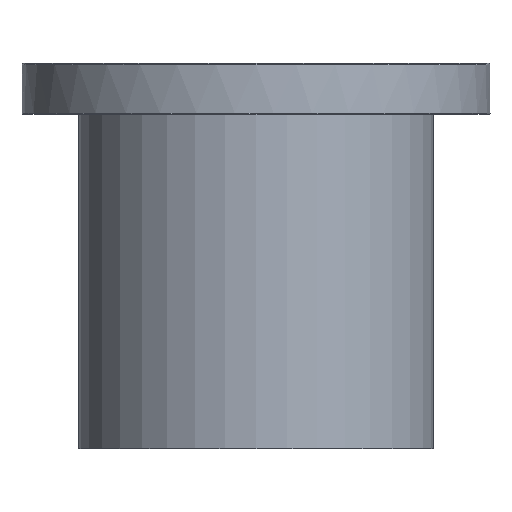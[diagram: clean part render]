
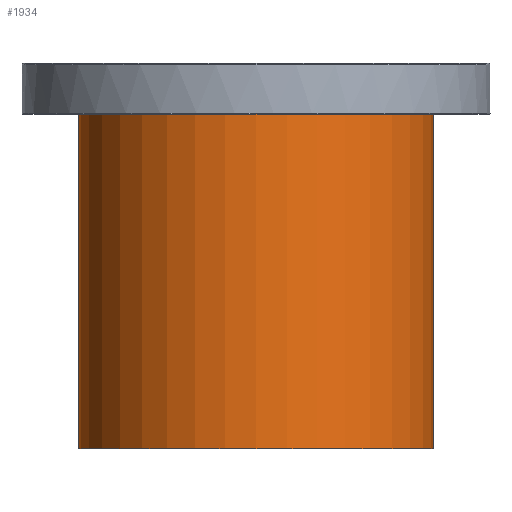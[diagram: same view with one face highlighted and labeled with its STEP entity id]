
A CAD part, front view. The second image highlights one B-rep face of the part: STEP entity #1934.
In plain terms, the highlighted cylindrical face has radius 77 mm (diameter 154 mm), a full revolution.
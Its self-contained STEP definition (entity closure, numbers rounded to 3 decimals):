
#1872=CARTESIAN_POINT('',(77.,0.,342.5));
#1873=VERTEX_POINT('',#1872);
#1874=CARTESIAN_POINT('',(0.0,0.0,342.5));
#1875=DIRECTION('',(0.0,0.0,1.0));
#1876=DIRECTION('',(-1.0,0.0,0.0));
#1877=AXIS2_PLACEMENT_3D('',#1874,#1875,#1876);
#1878=CIRCLE('',#1877,77.);
#1879=EDGE_CURVE('',#1873,#1873,#1878,.T.);
#1915=CARTESIAN_POINT('',(0.0,0.0,0.0));
#1916=DIRECTION('',(0.0,0.0,1.0));
#1917=DIRECTION('',(-1.0,0.0,0.0));
#1918=AXIS2_PLACEMENT_3D('',#1915,#1916,#1917);
#1919=CYLINDRICAL_SURFACE('',#1918,77.);
#1920=ORIENTED_EDGE('',*,*,#1879,.T.);
#1921=EDGE_LOOP('',(#1920));
#1922=FACE_OUTER_BOUND('',#1921,.T.);
#1923=CARTESIAN_POINT('',(77.,0.,500.0));
#1924=VERTEX_POINT('',#1923);
#1925=CARTESIAN_POINT('',(0.0,0.0,500.0));
#1926=DIRECTION('',(0.0,0.0,-1.0));
#1927=DIRECTION('',(-1.0,0.0,0.0));
#1928=AXIS2_PLACEMENT_3D('',#1925,#1926,#1927);
#1929=CIRCLE('',#1928,77.);
#1930=EDGE_CURVE('',#1924,#1924,#1929,.T.);
#1931=ORIENTED_EDGE('',*,*,#1930,.T.);
#1932=EDGE_LOOP('',(#1931));
#1933=FACE_BOUND('',#1932,.T.);
#1934=ADVANCED_FACE('',(#1922,#1933),#1919,.T.);
